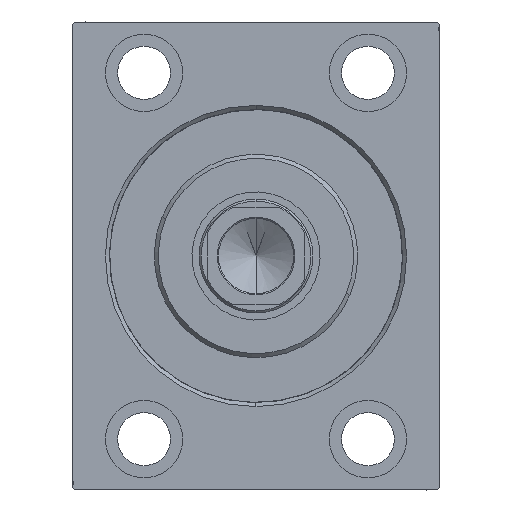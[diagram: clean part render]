
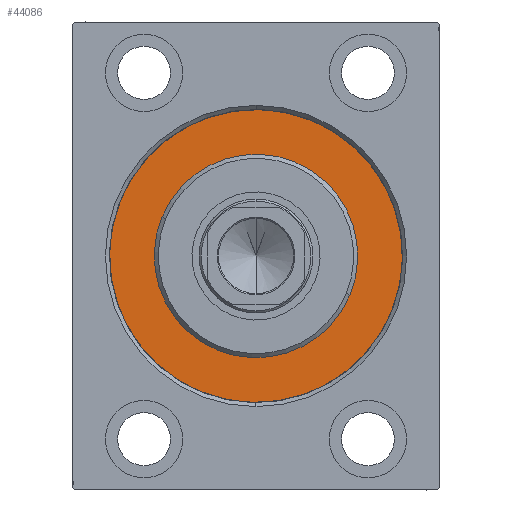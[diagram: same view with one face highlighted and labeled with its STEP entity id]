
A CAD part, left-side view. The second image highlights one B-rep face of the part: STEP entity #44086.
In plain terms, the highlighted face is planar.
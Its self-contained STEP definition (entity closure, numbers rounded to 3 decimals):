
#3024 = AXIS2_PLACEMENT_3D ( 'NONE', #34797, #16936, #13774 ) ;
#3252 = AXIS2_PLACEMENT_3D ( 'NONE', #18609, #38408, #30131 ) ;
#3654 = ORIENTED_EDGE ( 'NONE', *, *, #4167, .F. ) ;
#4167 = EDGE_CURVE ( 'NONE', #5465, #28446, #32151, .T. ) ;
#4600 = DIRECTION ( 'NONE',  ( 0., 0., -1. ) ) ;
#4949 = ORIENTED_EDGE ( 'NONE', *, *, #18766, .F. ) ;
#5465 = VERTEX_POINT ( 'NONE', #32801 ) ;
#6763 = FACE_OUTER_BOUND ( 'NONE', #10270, .T. ) ;
#7744 = DIRECTION ( 'NONE',  ( 0., 0., -1. ) ) ;
#8226 = DIRECTION ( 'NONE',  ( 0., 0., 1. ) ) ;
#9522 = CARTESIAN_POINT ( 'NONE',  ( 0., 0., -36. ) ) ;
#10270 = EDGE_LOOP ( 'NONE', ( #13994, #3654 ) ) ;
#13554 = FACE_BOUND ( 'NONE', #37474, .T. ) ;
#13774 = DIRECTION ( 'NONE',  ( 0., 0., 1. ) ) ;
#13994 = ORIENTED_EDGE ( 'NONE', *, *, #37358, .F. ) ;
#14159 = AXIS2_PLACEMENT_3D ( 'NONE', #42812, #43038, #4600 ) ;
#14739 = CARTESIAN_POINT ( 'NONE',  ( 0., 0., -25. ) ) ;
#14972 = DIRECTION ( 'NONE',  ( 1., 0., 0. ) ) ;
#16936 = DIRECTION ( 'NONE',  ( -1., 0., 0. ) ) ;
#18609 = CARTESIAN_POINT ( 'NONE',  ( 0., 0., 0. ) ) ;
#18758 = CIRCLE ( 'NONE', #31773, 36. ) ;
#18766 = EDGE_CURVE ( 'NONE', #20814, #21305, #33658, .T. ) ;
#20814 = VERTEX_POINT ( 'NONE', #24128 ) ;
#20923 = AXIS2_PLACEMENT_3D ( 'NONE', #38942, #14972, #7744 ) ;
#21305 = VERTEX_POINT ( 'NONE', #14739 ) ;
#22011 = DIRECTION ( 'NONE',  ( -1., 0., 0. ) ) ;
#23720 = PLANE ( 'NONE',  #3024 ) ;
#24128 = CARTESIAN_POINT ( 'NONE',  ( 0., 0., 25. ) ) ;
#25174 = CARTESIAN_POINT ( 'NONE',  ( 0., 0., 0. ) ) ;
#27432 = CIRCLE ( 'NONE', #20923, 25. ) ;
#28446 = VERTEX_POINT ( 'NONE', #9522 ) ;
#30131 = DIRECTION ( 'NONE',  ( 0., 0., 1. ) ) ;
#31773 = AXIS2_PLACEMENT_3D ( 'NONE', #25174, #22011, #8226 ) ;
#32151 = CIRCLE ( 'NONE', #3252, 36. ) ;
#32801 = CARTESIAN_POINT ( 'NONE',  ( 0., 0., 36. ) ) ;
#33546 = EDGE_CURVE ( 'NONE', #21305, #20814, #27432, .T. ) ;
#33658 = CIRCLE ( 'NONE', #14159, 25. ) ;
#34797 = CARTESIAN_POINT ( 'NONE',  ( 0., 0., 0. ) ) ;
#37358 = EDGE_CURVE ( 'NONE', #28446, #5465, #18758, .T. ) ;
#37474 = EDGE_LOOP ( 'NONE', ( #4949, #37476 ) ) ;
#37476 = ORIENTED_EDGE ( 'NONE', *, *, #33546, .F. ) ;
#38408 = DIRECTION ( 'NONE',  ( -1., 0., 0. ) ) ;
#38942 = CARTESIAN_POINT ( 'NONE',  ( 0., 0., 0. ) ) ;
#42812 = CARTESIAN_POINT ( 'NONE',  ( 0., 0., 0. ) ) ;
#43038 = DIRECTION ( 'NONE',  ( 1., 0., 0. ) ) ;
#44086 = ADVANCED_FACE ( 'NONE', ( #13554, #6763 ), #23720, .F. ) ;
